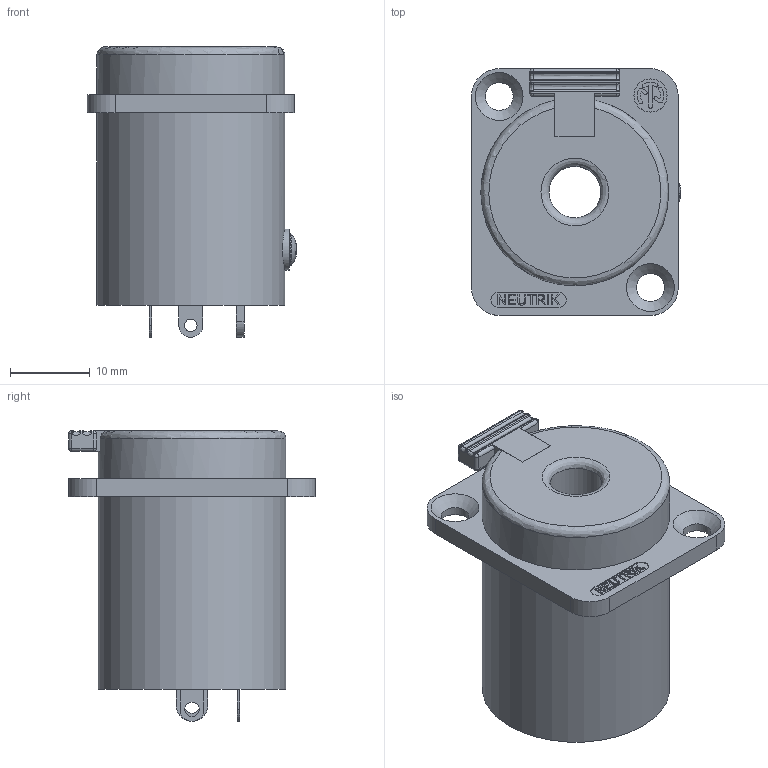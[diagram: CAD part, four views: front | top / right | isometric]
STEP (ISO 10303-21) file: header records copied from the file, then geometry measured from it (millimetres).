
FILE_DESCRIPTION((' '),'2;1');
FILE_NAME( 'NJ3FP6C-B.stp', '2023-02-24T15:15:07', (' '), ('--- Datakit www.datakit.com---'), ' Datakit CrossCadWare V2023.1 Dec 22 2022', 'DATAKIT 2023 (c)', ' ');
FILE_SCHEMA(('AP242_MANAGED_MODEL_BASED_3D_ENGINEERING_MIM_LF { 1 0 10303 442 1 1 4 }'));
Length unit declared in the file: millimetre
Products named in the file (1): NJ3FP6C-B
Bounding box: 26.3 x 31 x 36.51 mm (x, y, z)
Volume: 14024.4 mm3; surface area: 4957 mm2
Topology: 2 solids, 2 shells, 253 faces, 639 edges, 393 vertices
Faces by surface type: plane 140, cylinder 63, sphere 17, extrusion 14, cone 11, bspline 4, revolution 2, torus 2
Full cylindrical faces by diameter (mm): 1.576 x1, 1.799 x1, 1.945 x1, 2 x1, 3.5 x2, 4 x1, 4.168 x1, 4.309 x1, 5.2 x1, 6.5 x1, 23.6 x2
Entity records: 8813 total; most frequent: CARTESIAN_POINT 2601, DIRECTION 1210, ORIENTED_EDGE 1188, EDGE_CURVE 594, AXIS2_PLACEMENT_3D 410, VECTOR 388, VERTEX_POINT 386, LINE 374
